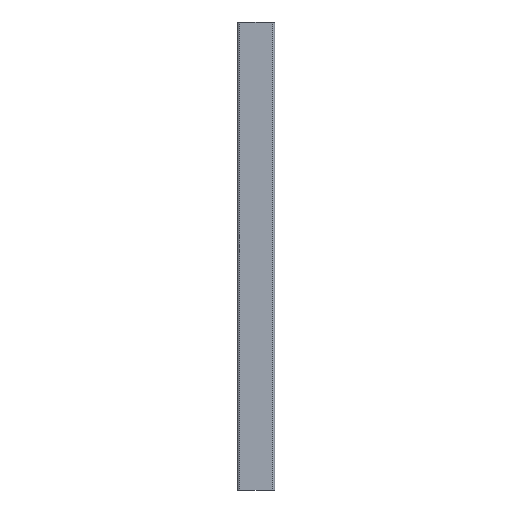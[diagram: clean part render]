
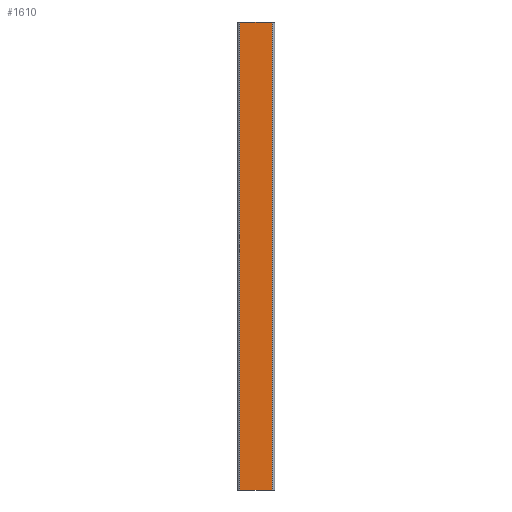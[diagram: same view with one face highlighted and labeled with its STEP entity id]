
A CAD part, front view. The second image highlights one B-rep face of the part: STEP entity #1610.
In plain terms, the highlighted planar face has unit normal (0, -1, 0).
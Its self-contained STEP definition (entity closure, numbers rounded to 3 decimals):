
#71 = PLANE('',#72);
#72 = AXIS2_PLACEMENT_3D('',#73,#74,#75);
#73 = CARTESIAN_POINT('',(-19.05,3.571,237.1));
#74 = DIRECTION('',(0.,0.,-1.));
#75 = DIRECTION('',(-1.,0.,-0.));
#99 = CYLINDRICAL_SURFACE('',#100,2.779);
#100 = AXIS2_PLACEMENT_3D('',#101,#102,#103);
#101 = CARTESIAN_POINT('',(-16.271,-3.571,-237.1));
#102 = DIRECTION('',(-0.,-0.,-1.));
#103 = DIRECTION('',(-1.,0.,0.));
#124 = PLANE('',#125);
#125 = AXIS2_PLACEMENT_3D('',#126,#127,#128);
#126 = CARTESIAN_POINT('',(-19.05,3.571,-237.1));
#127 = DIRECTION('',(0.,0.,-1.));
#128 = DIRECTION('',(-1.,0.,-0.));
#224 = VERTEX_POINT('',#225);
#225 = CARTESIAN_POINT('',(-16.271,-6.35,237.1));
#250 = EDGE_CURVE('',#251,#224,#253,.T.);
#251 = VERTEX_POINT('',#252);
#252 = CARTESIAN_POINT('',(-16.271,-6.35,-237.1));
#253 = SURFACE_CURVE('',#254,(#258,#264),.PCURVE_S1.);
#254 = LINE('',#255,#256);
#255 = CARTESIAN_POINT('',(-16.271,-6.35,-237.1));
#256 = VECTOR('',#257,1.);
#257 = DIRECTION('',(0.,0.,1.));
#258 = PCURVE('',#99,#259);
#259 = DEFINITIONAL_REPRESENTATION('',(#260),#263);
#260 = B_SPLINE_CURVE_WITH_KNOTS('',1,(#261,#262),.UNSPECIFIED.,.F.,.F.,
  (2,2),(0.,474.2),.PIECEWISE_BEZIER_KNOTS.);
#261 = CARTESIAN_POINT('',(-1.571,0.));
#262 = CARTESIAN_POINT('',(-1.571,-474.2));
#263 = ( GEOMETRIC_REPRESENTATION_CONTEXT(2) 
PARAMETRIC_REPRESENTATION_CONTEXT() REPRESENTATION_CONTEXT('2D SPACE',''
  ) );
#264 = PCURVE('',#265,#270);
#265 = PLANE('',#266);
#266 = AXIS2_PLACEMENT_3D('',#267,#268,#269);
#267 = CARTESIAN_POINT('',(-16.271,-6.35,-237.1));
#268 = DIRECTION('',(0.,1.,0.));
#269 = DIRECTION('',(1.,0.,0.));
#270 = DEFINITIONAL_REPRESENTATION('',(#271),#275);
#271 = LINE('',#272,#273);
#272 = CARTESIAN_POINT('',(0.,0.));
#273 = VECTOR('',#274,1.);
#274 = DIRECTION('',(0.,-1.));
#275 = ( GEOMETRIC_REPRESENTATION_CONTEXT(2) 
PARAMETRIC_REPRESENTATION_CONTEXT() REPRESENTATION_CONTEXT('2D SPACE',''
  ) );
#307 = EDGE_CURVE('',#251,#308,#310,.T.);
#308 = VERTEX_POINT('',#309);
#309 = CARTESIAN_POINT('',(16.271,-6.35,-237.1));
#310 = SURFACE_CURVE('',#311,(#315,#322),.PCURVE_S1.);
#311 = LINE('',#312,#313);
#312 = CARTESIAN_POINT('',(-16.271,-6.35,-237.1));
#313 = VECTOR('',#314,1.);
#314 = DIRECTION('',(1.,0.,0.));
#315 = PCURVE('',#124,#316);
#316 = DEFINITIONAL_REPRESENTATION('',(#317),#321);
#317 = LINE('',#318,#319);
#318 = CARTESIAN_POINT('',(-2.779,-9.921));
#319 = VECTOR('',#320,1.);
#320 = DIRECTION('',(-1.,0.));
#321 = ( GEOMETRIC_REPRESENTATION_CONTEXT(2) 
PARAMETRIC_REPRESENTATION_CONTEXT() REPRESENTATION_CONTEXT('2D SPACE',''
  ) );
#322 = PCURVE('',#265,#323);
#323 = DEFINITIONAL_REPRESENTATION('',(#324),#328);
#324 = LINE('',#325,#326);
#325 = CARTESIAN_POINT('',(0.,0.));
#326 = VECTOR('',#327,1.);
#327 = DIRECTION('',(1.,0.));
#328 = ( GEOMETRIC_REPRESENTATION_CONTEXT(2) 
PARAMETRIC_REPRESENTATION_CONTEXT() REPRESENTATION_CONTEXT('2D SPACE',''
  ) );
#351 = CYLINDRICAL_SURFACE('',#352,2.779);
#352 = AXIS2_PLACEMENT_3D('',#353,#354,#355);
#353 = CARTESIAN_POINT('',(16.271,-3.571,-237.1));
#354 = DIRECTION('',(-0.,-0.,-1.));
#355 = DIRECTION('',(0.,-1.,0.));
#691 = EDGE_CURVE('',#224,#692,#694,.T.);
#692 = VERTEX_POINT('',#693);
#693 = CARTESIAN_POINT('',(16.271,-6.35,237.1));
#694 = SURFACE_CURVE('',#695,(#699,#706),.PCURVE_S1.);
#695 = LINE('',#696,#697);
#696 = CARTESIAN_POINT('',(-16.271,-6.35,237.1));
#697 = VECTOR('',#698,1.);
#698 = DIRECTION('',(1.,0.,0.));
#699 = PCURVE('',#71,#700);
#700 = DEFINITIONAL_REPRESENTATION('',(#701),#705);
#701 = LINE('',#702,#703);
#702 = CARTESIAN_POINT('',(-2.779,-9.921));
#703 = VECTOR('',#704,1.);
#704 = DIRECTION('',(-1.,0.));
#705 = ( GEOMETRIC_REPRESENTATION_CONTEXT(2) 
PARAMETRIC_REPRESENTATION_CONTEXT() REPRESENTATION_CONTEXT('2D SPACE',''
  ) );
#706 = PCURVE('',#265,#707);
#707 = DEFINITIONAL_REPRESENTATION('',(#708),#712);
#708 = LINE('',#709,#710);
#709 = CARTESIAN_POINT('',(0.,-474.2));
#710 = VECTOR('',#711,1.);
#711 = DIRECTION('',(1.,0.));
#712 = ( GEOMETRIC_REPRESENTATION_CONTEXT(2) 
PARAMETRIC_REPRESENTATION_CONTEXT() REPRESENTATION_CONTEXT('2D SPACE',''
  ) );
#1610 = ADVANCED_FACE('',(#1611),#265,.F.);
#1611 = FACE_BOUND('',#1612,.F.);
#1612 = EDGE_LOOP('',(#1613,#1614,#1615,#1635));
#1613 = ORIENTED_EDGE('',*,*,#250,.T.);
#1614 = ORIENTED_EDGE('',*,*,#691,.T.);
#1615 = ORIENTED_EDGE('',*,*,#1616,.F.);
#1616 = EDGE_CURVE('',#308,#692,#1617,.T.);
#1617 = SURFACE_CURVE('',#1618,(#1622,#1629),.PCURVE_S1.);
#1618 = LINE('',#1619,#1620);
#1619 = CARTESIAN_POINT('',(16.271,-6.35,-237.1));
#1620 = VECTOR('',#1621,1.);
#1621 = DIRECTION('',(0.,0.,1.));
#1622 = PCURVE('',#265,#1623);
#1623 = DEFINITIONAL_REPRESENTATION('',(#1624),#1628);
#1624 = LINE('',#1625,#1626);
#1625 = CARTESIAN_POINT('',(32.542,0.));
#1626 = VECTOR('',#1627,1.);
#1627 = DIRECTION('',(0.,-1.));
#1628 = ( GEOMETRIC_REPRESENTATION_CONTEXT(2) 
PARAMETRIC_REPRESENTATION_CONTEXT() REPRESENTATION_CONTEXT('2D SPACE',''
  ) );
#1629 = PCURVE('',#351,#1630);
#1630 = DEFINITIONAL_REPRESENTATION('',(#1631),#1634);
#1631 = B_SPLINE_CURVE_WITH_KNOTS('',1,(#1632,#1633),.UNSPECIFIED.,.F.,
  .F.,(2,2),(0.,474.2),.PIECEWISE_BEZIER_KNOTS.);
#1632 = CARTESIAN_POINT('',(0.,0.));
#1633 = CARTESIAN_POINT('',(0.,-474.2));
#1634 = ( GEOMETRIC_REPRESENTATION_CONTEXT(2) 
PARAMETRIC_REPRESENTATION_CONTEXT() REPRESENTATION_CONTEXT('2D SPACE',''
  ) );
#1635 = ORIENTED_EDGE('',*,*,#307,.F.);
